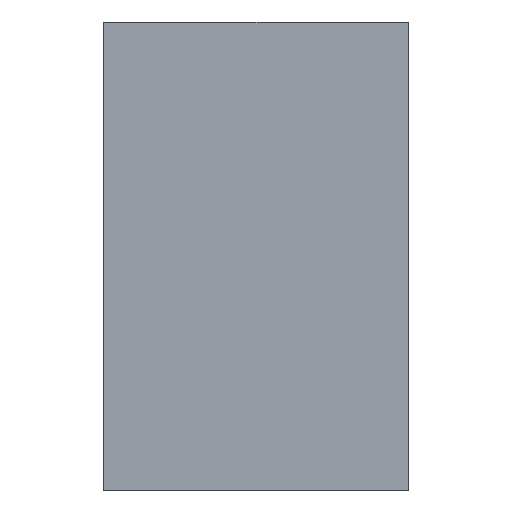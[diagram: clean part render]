
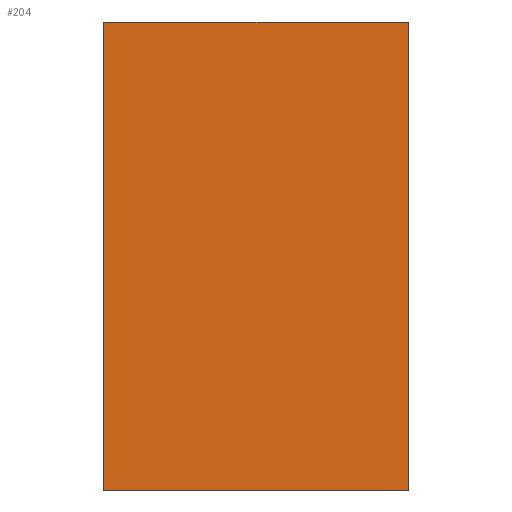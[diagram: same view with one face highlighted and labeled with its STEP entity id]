
A CAD part, left-side view. The second image highlights one B-rep face of the part: STEP entity #204.
In plain terms, the highlighted planar face has unit normal (-1, 0, 0).
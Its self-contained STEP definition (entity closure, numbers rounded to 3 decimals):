
#18 = VECTOR ( 'NONE', #58, 1000. ) ;
#33 = LINE ( 'NONE', #87, #297 ) ;
#47 = ORIENTED_EDGE ( 'NONE', *, *, #134, .T. ) ;
#58 = DIRECTION ( 'NONE',  ( 0., -1., 0. ) ) ;
#60 = DIRECTION ( 'NONE',  ( 0., 0., -1. ) ) ;
#61 = VERTEX_POINT ( 'NONE', #638 ) ;
#87 = CARTESIAN_POINT ( 'NONE',  ( -3.5, 1.3, 1. ) ) ;
#109 = FACE_OUTER_BOUND ( 'NONE', #639, .T. ) ;
#134 = EDGE_CURVE ( 'NONE', #383, #490, #513, .T. ) ;
#151 = DIRECTION ( 'NONE',  ( 0., 1., 0. ) ) ;
#181 = ORIENTED_EDGE ( 'NONE', *, *, #304, .T. ) ;
#201 = ORIENTED_EDGE ( 'NONE', *, *, #450, .F. ) ;
#204 = ADVANCED_FACE ( 'NONE', ( #109 ), #391, .F. ) ;
#220 = DIRECTION ( 'NONE',  ( 0., 0., -1. ) ) ;
#297 = VECTOR ( 'NONE', #151, 1000. ) ;
#304 = EDGE_CURVE ( 'NONE', #61, #383, #33, .T. ) ;
#329 = CARTESIAN_POINT ( 'NONE',  ( -3.5, 1.3, -1. ) ) ;
#341 = VECTOR ( 'NONE', #220, 1000. ) ;
#342 = VECTOR ( 'NONE', #839, 1000. ) ;
#383 = VERTEX_POINT ( 'NONE', #615 ) ;
#391 = PLANE ( 'NONE',  #736 ) ;
#446 = CARTESIAN_POINT ( 'NONE',  ( -3.5, 1.3, -1. ) ) ;
#447 = ORIENTED_EDGE ( 'NONE', *, *, #699, .T. ) ;
#450 = EDGE_CURVE ( 'NONE', #61, #697, #523, .T. ) ;
#490 = VERTEX_POINT ( 'NONE', #692 ) ;
#513 = LINE ( 'NONE', #584, #342 ) ;
#523 = LINE ( 'NONE', #799, #341 ) ;
#584 = CARTESIAN_POINT ( 'NONE',  ( -3.5, 1.3, 0. ) ) ;
#615 = CARTESIAN_POINT ( 'NONE',  ( -3.5, 1.3, 1. ) ) ;
#638 = CARTESIAN_POINT ( 'NONE',  ( -3.5, 0., 1. ) ) ;
#639 = EDGE_LOOP ( 'NONE', ( #181, #47, #447, #201 ) ) ;
#645 = CARTESIAN_POINT ( 'NONE',  ( -3.5, 0., -1. ) ) ;
#692 = CARTESIAN_POINT ( 'NONE',  ( -3.5, 1.3, -1. ) ) ;
#697 = VERTEX_POINT ( 'NONE', #645 ) ;
#699 = EDGE_CURVE ( 'NONE', #490, #697, #704, .T. ) ;
#704 = LINE ( 'NONE', #446, #18 ) ;
#736 = AXIS2_PLACEMENT_3D ( 'NONE', #329, #777, #60 ) ;
#777 = DIRECTION ( 'NONE',  ( 1., 0., 0. ) ) ;
#799 = CARTESIAN_POINT ( 'NONE',  ( -3.5, 0., 0. ) ) ;
#839 = DIRECTION ( 'NONE',  ( 0., 0., -1. ) ) ;
